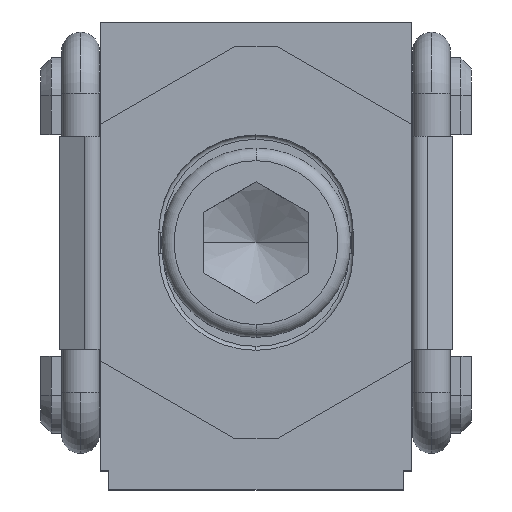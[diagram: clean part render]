
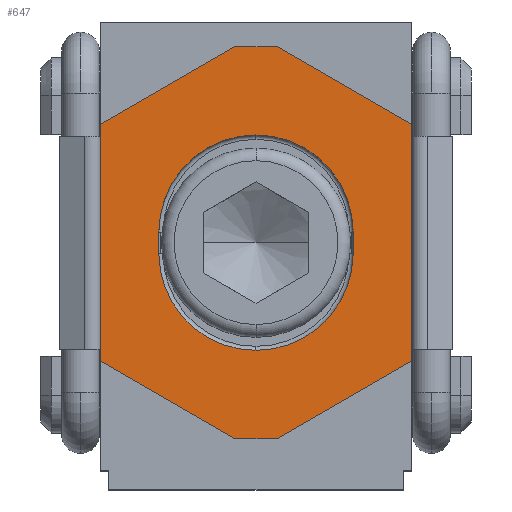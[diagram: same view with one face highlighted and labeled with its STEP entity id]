
A CAD part, top view. The second image highlights one B-rep face of the part: STEP entity #647.
In plain terms, the highlighted planar face has unit normal (0, 0, 1).
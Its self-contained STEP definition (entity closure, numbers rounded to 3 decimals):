
#647=ADVANCED_FACE('',(#1357,#1358),#1359,.T.);
#1357=FACE_OUTER_BOUND('',#2186,.T.);
#1358=FACE_BOUND('',#2187,.T.);
#1359=PLANE('',#2188);
#2186=EDGE_LOOP('',(#3807,#3808,#3809,#3810,#3811,#3812,#3813,#3814));
#2187=EDGE_LOOP('',(#3815,#3816,#3817,#3818));
#2188=AXIS2_PLACEMENT_3D('',#3819,#3820,#3821);
#3807=ORIENTED_EDGE('',*,*,#5324,.T.);
#3808=ORIENTED_EDGE('',*,*,#5325,.F.);
#3809=ORIENTED_EDGE('',*,*,#5326,.T.);
#3810=ORIENTED_EDGE('',*,*,#5327,.F.);
#3811=ORIENTED_EDGE('',*,*,#5328,.T.);
#3812=ORIENTED_EDGE('',*,*,#5329,.F.);
#3813=ORIENTED_EDGE('',*,*,#5330,.T.);
#3814=ORIENTED_EDGE('',*,*,#5331,.F.);
#3815=ORIENTED_EDGE('',*,*,#5332,.T.);
#3816=ORIENTED_EDGE('',*,*,#5333,.T.);
#3817=ORIENTED_EDGE('',*,*,#5334,.T.);
#3818=ORIENTED_EDGE('',*,*,#5335,.T.);
#3819=CARTESIAN_POINT('',(0.,0.,24.876));
#3820=DIRECTION('',(0.0,0.,1.0));
#3821=DIRECTION('',(0.0,1.0,0.));
#5324=EDGE_CURVE('',#6451,#6452,#6453,.T.);
#5325=EDGE_CURVE('',#6454,#6452,#6455,.T.);
#5326=EDGE_CURVE('',#6454,#6456,#6457,.T.);
#5327=EDGE_CURVE('',#6458,#6456,#6459,.T.);
#5328=EDGE_CURVE('',#6458,#6460,#6461,.T.);
#5329=EDGE_CURVE('',#6462,#6460,#6463,.T.);
#5330=EDGE_CURVE('',#6462,#6464,#6465,.T.);
#5331=EDGE_CURVE('',#6451,#6464,#6466,.T.);
#5332=EDGE_CURVE('',#6467,#6468,#6469,.T.);
#5333=EDGE_CURVE('',#6468,#6470,#6471,.T.);
#5334=EDGE_CURVE('',#6470,#6472,#6473,.T.);
#5335=EDGE_CURVE('',#6472,#6467,#6474,.T.);
#6451=VERTEX_POINT('',#7985);
#6452=VERTEX_POINT('',#7986);
#6453=LINE('',#7987,#7988);
#6454=VERTEX_POINT('',#7989);
#6455=LINE('',#7990,#7991);
#6456=VERTEX_POINT('',#7992);
#6457=LINE('',#7993,#7994);
#6458=VERTEX_POINT('',#7995);
#6459=LINE('',#7996,#7997);
#6460=VERTEX_POINT('',#7998);
#6461=LINE('',#7999,#8000);
#6462=VERTEX_POINT('',#8001);
#6463=LINE('',#8002,#8003);
#6464=VERTEX_POINT('',#8004);
#6465=LINE('',#8005,#8006);
#6466=LINE('',#8007,#8008);
#6467=VERTEX_POINT('',#8009);
#6468=VERTEX_POINT('',#8010);
#6469=CIRCLE('',#8011,9.25);
#6470=VERTEX_POINT('',#8012);
#6471=LINE('',#8013,#8014);
#6472=VERTEX_POINT('',#8015);
#6473=CIRCLE('',#8016,9.25);
#6474=LINE('',#8017,#8018);
#7985=CARTESIAN_POINT('',(-2.0,18.65,24.876));
#7986=CARTESIAN_POINT('',(-14.8,11.26,24.876));
#7987=CARTESIAN_POINT('',(-2.,18.65,24.876));
#7988=VECTOR('',#9430,14.78);
#7989=CARTESIAN_POINT('',(-14.8,-11.26,24.876));
#7990=CARTESIAN_POINT('',(-14.8,-11.26,24.876));
#7991=VECTOR('',#9431,22.52);
#7992=CARTESIAN_POINT('',(-2.0,-18.65,24.876));
#7993=CARTESIAN_POINT('',(-14.8,-11.26,24.876));
#7994=VECTOR('',#9432,14.78);
#7995=CARTESIAN_POINT('',(2.,-18.65,24.876));
#7996=CARTESIAN_POINT('',(2.,-18.65,24.876));
#7997=VECTOR('',#9433,4.0);
#7998=CARTESIAN_POINT('',(14.8,-11.26,24.876));
#7999=CARTESIAN_POINT('',(2.0,-18.65,24.876));
#8000=VECTOR('',#9434,14.78);
#8001=CARTESIAN_POINT('',(14.8,11.26,24.876));
#8002=CARTESIAN_POINT('',(14.8,11.26,24.876));
#8003=VECTOR('',#9435,22.52);
#8004=CARTESIAN_POINT('',(2.,18.65,24.876));
#8005=CARTESIAN_POINT('',(14.8,11.26,24.876));
#8006=VECTOR('',#9436,14.78);
#8007=CARTESIAN_POINT('',(-2.0,18.65,24.876));
#8008=VECTOR('',#9437,4.0);
#8009=CARTESIAN_POINT('',(-9.25,1.,24.876));
#8010=CARTESIAN_POINT('',(9.25,1.,24.876));
#8011=AXIS2_PLACEMENT_3D('',#9438,#9439,#9440);
#8012=CARTESIAN_POINT('',(9.25,-1.0,24.876));
#8013=CARTESIAN_POINT('',(9.25,1.,24.876));
#8014=VECTOR('',#9441,2.0);
#8015=CARTESIAN_POINT('',(-9.25,-1.0,24.876));
#8016=AXIS2_PLACEMENT_3D('',#9442,#9443,#9444);
#8017=CARTESIAN_POINT('',(-9.25,-1.0,24.876));
#8018=VECTOR('',#9445,2.0);
#9430=DIRECTION('',(-0.866,-0.5,0.));
#9431=DIRECTION('',(0.0,1.0,0.));
#9432=DIRECTION('',(0.866,-0.5,0.));
#9433=DIRECTION('',(-1.0,0.0,0.0));
#9434=DIRECTION('',(0.866,0.5,0.));
#9435=DIRECTION('',(0.0,-1.0,0.));
#9436=DIRECTION('',(-0.866,0.5,0.));
#9437=DIRECTION('',(1.0,0.0,0.0));
#9438=CARTESIAN_POINT('',(0.,1.,24.876));
#9439=DIRECTION('',(0.0,0.,-1.0));
#9440=DIRECTION('',(1.0,0.0,0.0));
#9441=DIRECTION('',(0.0,-1.0,0.));
#9442=CARTESIAN_POINT('',(0.,-1.0,24.876));
#9443=DIRECTION('',(0.0,0.,-1.0));
#9444=DIRECTION('',(-1.0,0.0,0.0));
#9445=DIRECTION('',(0.0,1.0,0.));
